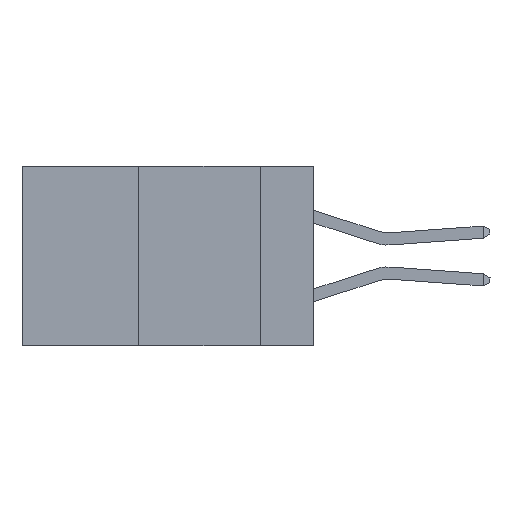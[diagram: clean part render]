
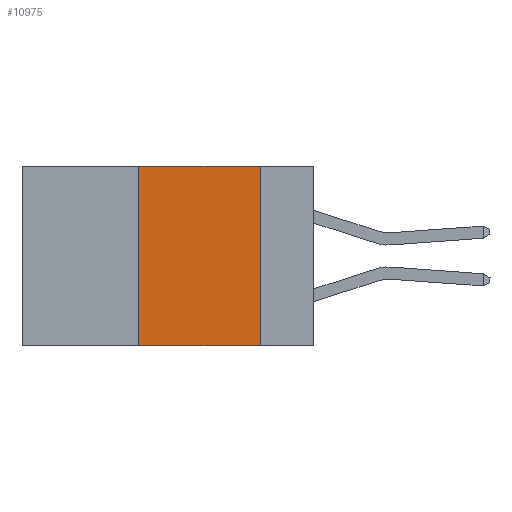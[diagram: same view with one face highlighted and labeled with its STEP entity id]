
A CAD part, left-side view. The second image highlights one B-rep face of the part: STEP entity #10975.
In plain terms, the highlighted planar face has unit normal (-1, 0, 0).
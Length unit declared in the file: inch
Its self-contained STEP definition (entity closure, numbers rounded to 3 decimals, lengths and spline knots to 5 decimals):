
#951 = EDGE_CURVE ( 'NONE', #2639, #5036, #3666, .T. ) ;
#1040 = PLANE ( 'NONE',  #4298 ) ;
#1757 = CARTESIAN_POINT ( 'NONE',  ( 0., 0.6, -0.37 ) ) ;
#2344 = EDGE_CURVE ( 'NONE', #7055, #13136, #13236, .T. ) ;
#2407 = CARTESIAN_POINT ( 'NONE',  ( 0., 0.36, 0. ) ) ;
#2410 = DIRECTION ( 'NONE',  ( 0., 0., 1. ) ) ;
#2639 = VERTEX_POINT ( 'NONE', #12501 ) ;
#3169 = DIRECTION ( 'NONE',  ( 0., -1., 0. ) ) ;
#3542 = LINE ( 'NONE', #5382, #9882 ) ;
#3602 = LINE ( 'NONE', #1757, #4217 ) ;
#3666 = LINE ( 'NONE', #11525, #12934 ) ;
#3668 = EDGE_CURVE ( 'NONE', #7055, #5036, #3602, .T. ) ;
#3709 = DIRECTION ( 'NONE',  ( 0., -1., 0. ) ) ;
#4072 = DIRECTION ( 'NONE',  ( 0., 0., -1. ) ) ;
#4217 = VECTOR ( 'NONE', #3709, 39.37008 ) ;
#4243 = CARTESIAN_POINT ( 'NONE',  ( 0., 0.6, 0. ) ) ;
#4298 = AXIS2_PLACEMENT_3D ( 'NONE', #4243, #12584, #6362 ) ;
#4740 = VECTOR ( 'NONE', #2410, 39.37008 ) ;
#5036 = VERTEX_POINT ( 'NONE', #8583 ) ;
#5382 = CARTESIAN_POINT ( 'NONE',  ( 0., 0.6, 0. ) ) ;
#5447 = CARTESIAN_POINT ( 'NONE',  ( 0., 0.36, -0.37 ) ) ;
#6362 = DIRECTION ( 'NONE',  ( 0., 0., -1. ) ) ;
#7001 = ORIENTED_EDGE ( 'NONE', *, *, #10271, .F. ) ;
#7055 = VERTEX_POINT ( 'NONE', #5447 ) ;
#8583 = CARTESIAN_POINT ( 'NONE',  ( 0., 0.11, -0.37 ) ) ;
#9403 = ORIENTED_EDGE ( 'NONE', *, *, #951, .F. ) ;
#9882 = VECTOR ( 'NONE', #3169, 39.37008 ) ;
#10263 = ORIENTED_EDGE ( 'NONE', *, *, #3668, .T. ) ;
#10271 = EDGE_CURVE ( 'NONE', #13136, #2639, #3542, .T. ) ;
#10539 = EDGE_LOOP ( 'NONE', ( #9403, #7001, #12688, #10263 ) ) ;
#10975 = ADVANCED_FACE ( 'NONE', ( #13539 ), #1040, .F. ) ;
#11525 = CARTESIAN_POINT ( 'NONE',  ( 0., 0.11, 0. ) ) ;
#11943 = CARTESIAN_POINT ( 'NONE',  ( 0., 0.36, 0. ) ) ;
#12501 = CARTESIAN_POINT ( 'NONE',  ( 0., 0.11, 0. ) ) ;
#12584 = DIRECTION ( 'NONE',  ( 1., 0., 0. ) ) ;
#12688 = ORIENTED_EDGE ( 'NONE', *, *, #2344, .F. ) ;
#12934 = VECTOR ( 'NONE', #4072, 39.37008 ) ;
#13136 = VERTEX_POINT ( 'NONE', #2407 ) ;
#13236 = LINE ( 'NONE', #11943, #4740 ) ;
#13539 = FACE_OUTER_BOUND ( 'NONE', #10539, .T. ) ;
